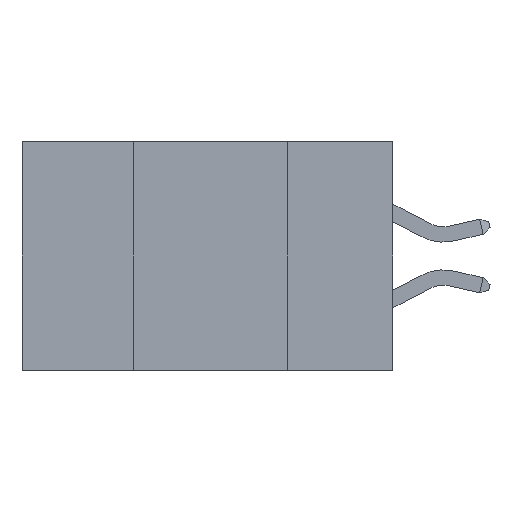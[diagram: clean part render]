
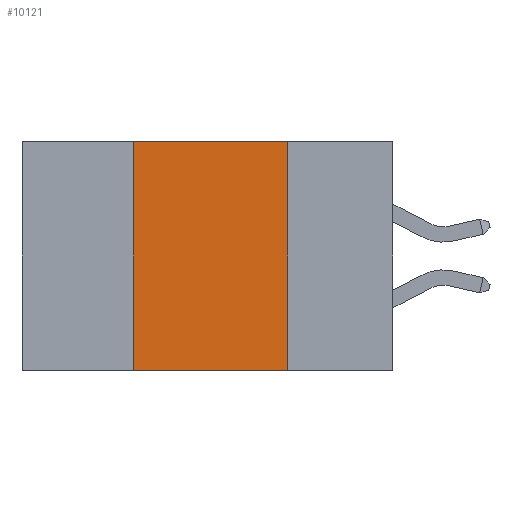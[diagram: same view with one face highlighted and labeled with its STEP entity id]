
A CAD part, left-side view. The second image highlights one B-rep face of the part: STEP entity #10121.
In plain terms, the highlighted planar face has unit normal (-1, 0, 0).
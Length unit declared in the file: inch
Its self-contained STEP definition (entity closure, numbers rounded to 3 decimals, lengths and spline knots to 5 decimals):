
#241 = ORIENTED_EDGE ( 'NONE', *, *, #1590, .F. ) ;
#1250 = DIRECTION ( 'NONE',  ( 0., 0., 1. ) ) ;
#1564 = VECTOR ( 'NONE', #8841, 39.37008 ) ;
#1567 = CARTESIAN_POINT ( 'NONE',  ( 0., 0.42, -0.37 ) ) ;
#1590 = EDGE_CURVE ( 'NONE', #10015, #7702, #9701, .T. ) ;
#2281 = VERTEX_POINT ( 'NONE', #1567 ) ;
#2294 = DIRECTION ( 'NONE',  ( 0., 0., -1. ) ) ;
#2710 = CARTESIAN_POINT ( 'NONE',  ( 0., 0.6, 0. ) ) ;
#2715 = VECTOR ( 'NONE', #9024, 39.37008 ) ;
#2821 = DIRECTION ( 'NONE',  ( 1., 0., 0. ) ) ;
#3238 = CARTESIAN_POINT ( 'NONE',  ( 0., 0.17, 0. ) ) ;
#3888 = EDGE_CURVE ( 'NONE', #7702, #5917, #6982, .T. ) ;
#4028 = AXIS2_PLACEMENT_3D ( 'NONE', #2710, #2821, #8837 ) ;
#4114 = VECTOR ( 'NONE', #1250, 39.37008 ) ;
#4331 = CARTESIAN_POINT ( 'NONE',  ( 0., 0.17, 0. ) ) ;
#5071 = LINE ( 'NONE', #7994, #1564 ) ;
#5708 = FACE_OUTER_BOUND ( 'NONE', #9707, .T. ) ;
#5723 = EDGE_CURVE ( 'NONE', #2281, #5917, #5071, .T. ) ;
#5917 = VERTEX_POINT ( 'NONE', #9971 ) ;
#6345 = CARTESIAN_POINT ( 'NONE',  ( 0., 0.6, 0. ) ) ;
#6579 = VECTOR ( 'NONE', #2294, 39.37008 ) ;
#6982 = LINE ( 'NONE', #3238, #6579 ) ;
#7149 = ORIENTED_EDGE ( 'NONE', *, *, #3888, .F. ) ;
#7702 = VERTEX_POINT ( 'NONE', #4331 ) ;
#7885 = PLANE ( 'NONE',  #4028 ) ;
#7994 = CARTESIAN_POINT ( 'NONE',  ( 0., 0.6, -0.37 ) ) ;
#8837 = DIRECTION ( 'NONE',  ( 0., 0., -1. ) ) ;
#8841 = DIRECTION ( 'NONE',  ( 0., -1., 0. ) ) ;
#8889 = CARTESIAN_POINT ( 'NONE',  ( 0., 0.42, 0. ) ) ;
#9024 = DIRECTION ( 'NONE',  ( 0., -1., 0. ) ) ;
#9310 = EDGE_CURVE ( 'NONE', #2281, #10015, #11090, .T. ) ;
#9456 = ORIENTED_EDGE ( 'NONE', *, *, #5723, .T. ) ;
#9511 = CARTESIAN_POINT ( 'NONE',  ( 0., 0.42, 0. ) ) ;
#9701 = LINE ( 'NONE', #6345, #2715 ) ;
#9707 = EDGE_LOOP ( 'NONE', ( #7149, #241, #10470, #9456 ) ) ;
#9971 = CARTESIAN_POINT ( 'NONE',  ( 0., 0.17, -0.37 ) ) ;
#10015 = VERTEX_POINT ( 'NONE', #9511 ) ;
#10121 = ADVANCED_FACE ( 'NONE', ( #5708 ), #7885, .F. ) ;
#10470 = ORIENTED_EDGE ( 'NONE', *, *, #9310, .F. ) ;
#11090 = LINE ( 'NONE', #8889, #4114 ) ;
